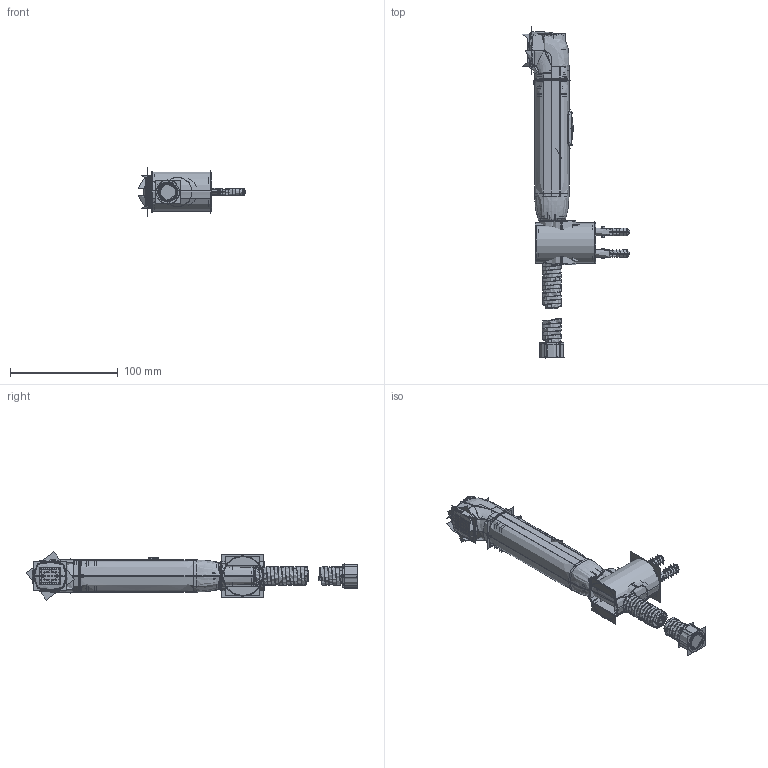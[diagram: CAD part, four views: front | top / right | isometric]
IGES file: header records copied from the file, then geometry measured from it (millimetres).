
Start section:  PTC IGES file: FFAST.igs
Global section: file name: FFAST.igs; native system: Creo Parametric by PTC Inc.; preprocessor: 2019224; author: 10114277; organization: Unknown; date: 20211029.164345; units: millimetre
Bounding box: 100.18 x 308.07 x 44.65 mm (x, y, z)
Surface area: 884144 mm2 (no closed solid volume)
Topology: 0 solids, 0 shells, 6737 faces, 103775 edges, 135747 vertices
Faces by surface type: bspline 3724, revolution 2911, extrusion 102
